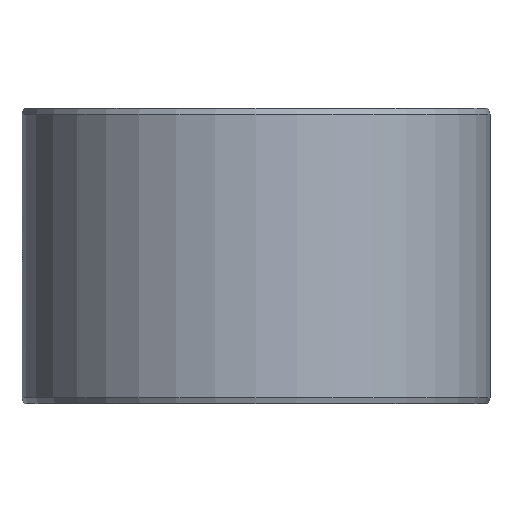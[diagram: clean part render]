
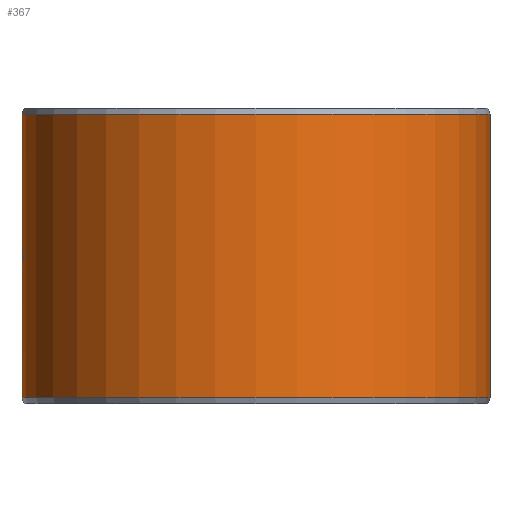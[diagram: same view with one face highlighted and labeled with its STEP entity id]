
A CAD part, left-side view. The second image highlights one B-rep face of the part: STEP entity #367.
In plain terms, the highlighted cylindrical face has radius 47.5 mm (diameter 95 mm), a partial arc.
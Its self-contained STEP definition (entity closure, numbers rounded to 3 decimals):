
#64=CARTESIAN_POINT('',(0.,47.5,3.));
#65=CARTESIAN_POINT('',(-0.226,47.5,3.));
#66=CARTESIAN_POINT('',(-0.668,47.497,2.951));
#67=CARTESIAN_POINT('',(-1.322,47.483,2.721));
#68=CARTESIAN_POINT('',(-1.885,47.464,2.366));
#69=CARTESIAN_POINT('',(-2.371,47.441,1.879));
#70=CARTESIAN_POINT('',(-2.726,47.422,1.311));
#71=CARTESIAN_POINT('',(-2.951,47.408,0.667));
#72=CARTESIAN_POINT('',(-3.,47.405,0.226));
#73=CARTESIAN_POINT('',(-3.,47.405,0.));
#75=CARTESIAN_POINT('',(0.,0.,28.8));
#76=DIRECTION('',(0.,0.,-1.));
#77=DIRECTION('',(0.,-1.,0.));
#78=AXIS2_PLACEMENT_3D('',#75,#76,#77);
#80=CARTESIAN_POINT('',(-3.,47.405,0.));
#81=CARTESIAN_POINT('',(-3.,47.405,-0.226));
#82=CARTESIAN_POINT('',(-2.951,47.408,-0.666));
#83=CARTESIAN_POINT('',(-2.725,47.422,-1.314));
#84=CARTESIAN_POINT('',(-2.37,47.441,-1.88));
#85=CARTESIAN_POINT('',(-1.883,47.464,-2.367));
#86=CARTESIAN_POINT('',(-1.319,47.483,-2.722));
#87=CARTESIAN_POINT('',(-0.668,47.497,-2.951));
#88=CARTESIAN_POINT('',(-0.227,47.5,-3.));
#89=CARTESIAN_POINT('',(0.,47.5,-3.));
#115=DIRECTION('',(0.,0.,-1.));
#116=VECTOR('',#115,25.8);
#117=CARTESIAN_POINT('',(0.,47.5,-3.));
#118=LINE('',#117,#116);
#119=DIRECTION('',(0.,0.,-1.));
#120=VECTOR('',#119,57.6);
#121=CARTESIAN_POINT('',(0.,-47.5,28.8));
#122=LINE('',#121,#120);
#128=DIRECTION('',(0.,0.,-1.));
#129=VECTOR('',#128,25.8);
#130=CARTESIAN_POINT('',(0.,47.5,28.8));
#131=LINE('',#130,#129);
#191=CARTESIAN_POINT('',(0.,0.,-28.8));
#192=DIRECTION('',(0.,0.,-1.));
#193=DIRECTION('',(0.,-1.,0.));
#194=AXIS2_PLACEMENT_3D('',#191,#192,#193);
#242=CARTESIAN_POINT('',(0.,-47.5,28.8));
#244=VERTEX_POINT('',#242);
#245=CARTESIAN_POINT('',(0.,-47.5,-28.8));
#246=VERTEX_POINT('',#245);
#258=CARTESIAN_POINT('',(0.,47.5,28.8));
#260=VERTEX_POINT('',#258);
#261=CARTESIAN_POINT('',(0.,47.5,-28.8));
#263=VERTEX_POINT('',#261);
#269=VERTEX_POINT('',#64);
#270=VERTEX_POINT('',#73);
#271=VERTEX_POINT('',#89);
#347=CARTESIAN_POINT('',(0.,0.,33.));
#348=DIRECTION('',(0.,0.,-1.));
#349=DIRECTION('',(0.,-1.,0.));
#350=AXIS2_PLACEMENT_3D('',#347,#348,#349);
#351=CYLINDRICAL_SURFACE('',#350,47.5);
#352=ORIENTED_EDGE('',*,*,#333,.F.);
#354=ORIENTED_EDGE('',*,*,#353,.F.);
#356=ORIENTED_EDGE('',*,*,#355,.F.);
#358=ORIENTED_EDGE('',*,*,#357,.T.);
#360=ORIENTED_EDGE('',*,*,#359,.T.);
#362=ORIENTED_EDGE('',*,*,#361,.F.);
#364=ORIENTED_EDGE('',*,*,#363,.F.);
#365=EDGE_LOOP('',(#352,#354,#356,#358,#360,#362,#364));
#366=FACE_OUTER_BOUND('',#365,.F.);
#367=ADVANCED_FACE('',(#366),#351,.T.);
#74=B_SPLINE_CURVE_WITH_KNOTS('',3,(#64,#65,#66,#67,#68,#69,#70,#71,#72,#73),
.UNSPECIFIED.,.F.,.F.,(4,1,1,1,1,1,1,4),(0.,0.143,
0.286,0.429,0.571,0.714,
0.857,1.),.UNSPECIFIED.);
#79=CIRCLE('',#78,47.5);
#90=B_SPLINE_CURVE_WITH_KNOTS('',3,(#80,#81,#82,#83,#84,#85,#86,#87,#88,#89),
.UNSPECIFIED.,.F.,.F.,(4,1,1,1,1,1,1,4),(0.,0.143,
0.286,0.429,0.571,0.714,
0.857,1.),.UNSPECIFIED.);
#195=CIRCLE('',#194,47.5);
#333=EDGE_CURVE('',#269,#270,#74,.T.);
#353=EDGE_CURVE('',#260,#269,#131,.T.);
#355=EDGE_CURVE('',#244,#260,#79,.T.);
#357=EDGE_CURVE('',#244,#246,#122,.T.);
#359=EDGE_CURVE('',#246,#263,#195,.T.);
#361=EDGE_CURVE('',#271,#263,#118,.T.);
#363=EDGE_CURVE('',#270,#271,#90,.T.);
